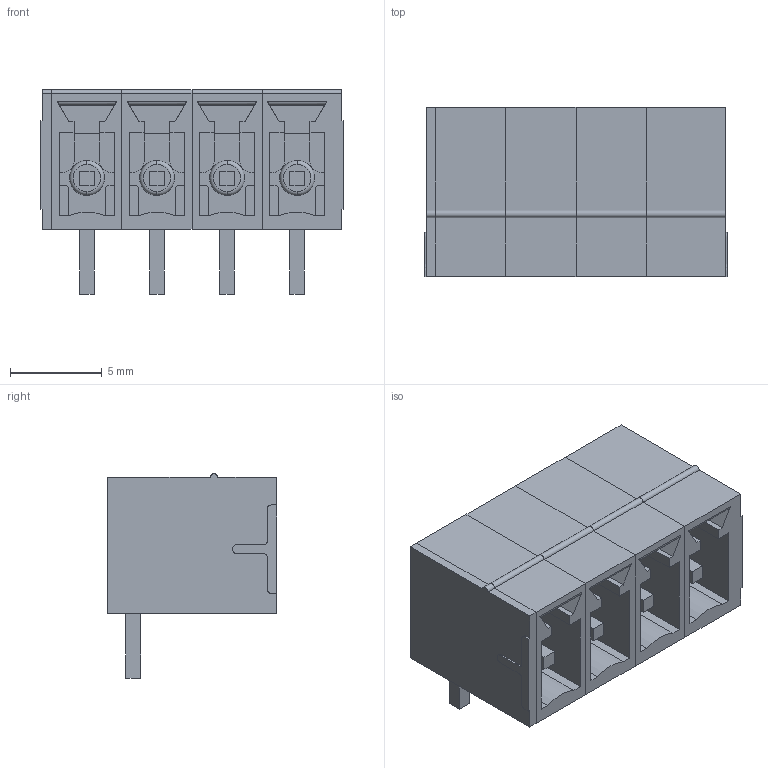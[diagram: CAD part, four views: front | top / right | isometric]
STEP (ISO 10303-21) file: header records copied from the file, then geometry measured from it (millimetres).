
FILE_DESCRIPTION((''),'2;1');
FILE_NAME('FCI_20020110-D041A01LF.stp','2014-04-08T10:45:12',(''),(''),'Mechanical Desktop 2011','Mechanical Desktop 2011',', , ');
FILE_SCHEMA(('AUTOMOTIVE_DESIGN { 1 2 10303 214 1 1 1 1 }'));
Length unit declared in the file: millimetre
Products named in the file (1): Product
Bounding box: 16.43 x 9.2 x 11.12 mm (x, y, z)
Volume: 645 mm3; surface area: 2101.3 mm2
Topology: 17 solids, 17 shells, 264 faces, 674 edges, 448 vertices
Faces by surface type: plane 209, cylinder 47, torus 8
Entity records: 7964 total; most frequent: CARTESIAN_POINT 1387, ORIENTED_EDGE 1348, DIRECTION 1326, EDGE_CURVE 674, VECTOR 552, LINE 552, VERTEX_POINT 448, AXIS2_PLACEMENT_3D 387
